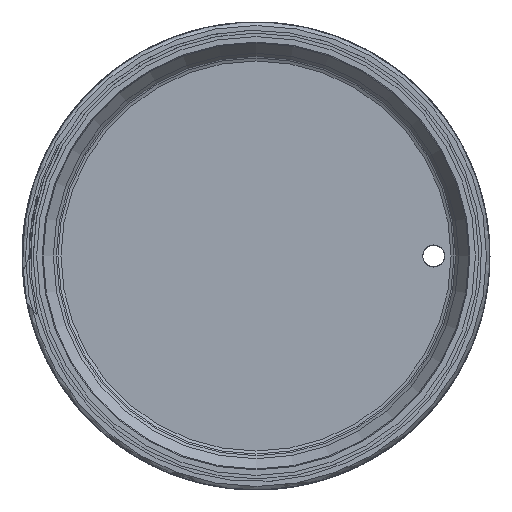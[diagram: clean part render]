
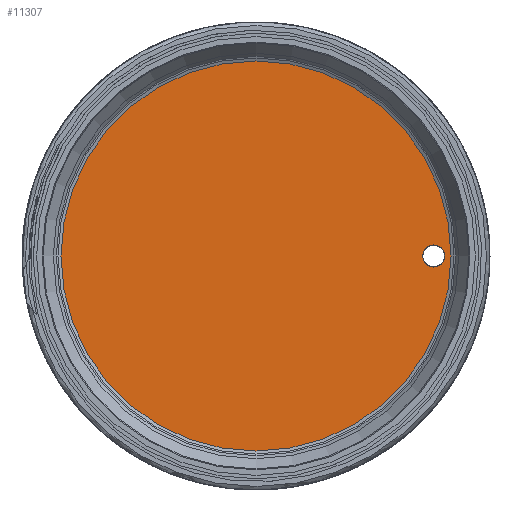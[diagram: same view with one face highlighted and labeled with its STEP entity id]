
A CAD part, front view. The second image highlights one B-rep face of the part: STEP entity #11307.
In plain terms, the highlighted planar face has unit normal (0, -1, 0).
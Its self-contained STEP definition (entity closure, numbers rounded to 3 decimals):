
#11225=CARTESIAN_POINT('',(-34.,22.,0.));
#11226=VERTEX_POINT('',#11225);
#11227=CARTESIAN_POINT('',(-32.,22.,0.0));
#11228=DIRECTION('',(0.0,1.0,0.0));
#11229=DIRECTION('',(1.0,0.0,0.0));
#11230=AXIS2_PLACEMENT_3D('',#11227,#11228,#11229);
#11231=CIRCLE('',#11230,2.0);
#11232=EDGE_CURVE('',#11226,#11226,#11231,.T.);
#11264=CARTESIAN_POINT('',(35.11,22.,0.));
#11265=VERTEX_POINT('',#11264);
#11266=CARTESIAN_POINT('',(0.,22.,0.0));
#11267=DIRECTION('',(0.0,1.0,0.0));
#11268=DIRECTION('',(-1.0,0.0,0.0));
#11269=AXIS2_PLACEMENT_3D('',#11266,#11267,#11268);
#11270=CIRCLE('',#11269,35.11);
#11271=EDGE_CURVE('',#11265,#11265,#11270,.T.);
#11296=CARTESIAN_POINT('',(17.823,22.,0.0));
#11297=DIRECTION('',(0.0,-1.0,0.0));
#11298=DIRECTION('',(0.0,0.0,-1.0));
#11299=AXIS2_PLACEMENT_3D('',#11296,#11297,#11298);
#11300=PLANE('',#11299);
#11301=ORIENTED_EDGE('',*,*,#11271,.F.);
#11302=EDGE_LOOP('',(#11301));
#11303=FACE_OUTER_BOUND('',#11302,.T.);
#11304=ORIENTED_EDGE('',*,*,#11232,.T.);
#11305=EDGE_LOOP('',(#11304));
#11306=FACE_BOUND('',#11305,.T.);
#11307=ADVANCED_FACE('',(#11303,#11306),#11300,.T.);
